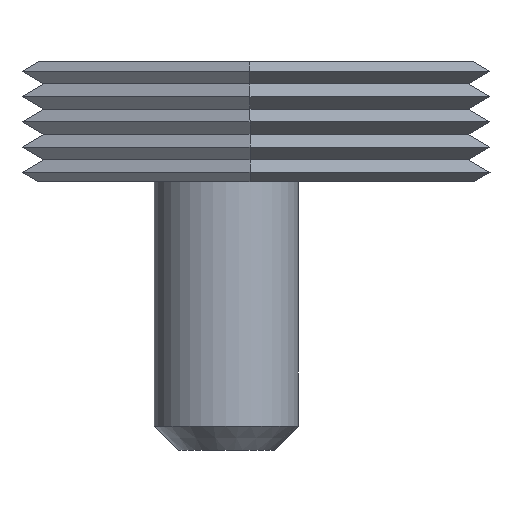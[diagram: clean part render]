
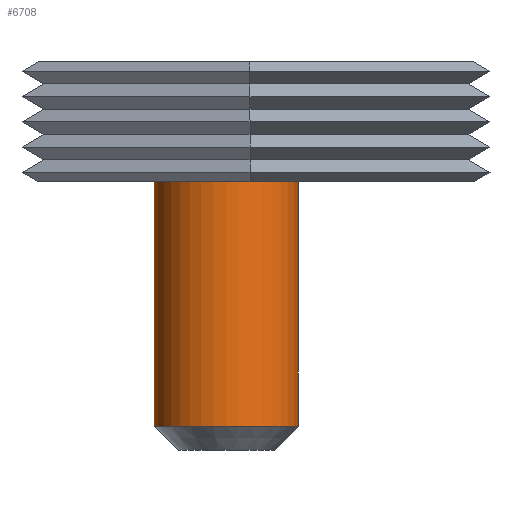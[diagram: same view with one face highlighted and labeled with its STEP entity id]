
A CAD part, front view. The second image highlights one B-rep face of the part: STEP entity #6708.
In plain terms, the highlighted cylindrical face has radius 6 mm (diameter 12 mm), a partial arc.
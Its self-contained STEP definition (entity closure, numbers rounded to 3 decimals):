
#37 = CARTESIAN_POINT ( 'NONE',  ( 6., 0., -25. ) ) ;
#77 = DIRECTION ( 'NONE',  ( 0., 0., 1. ) ) ;
#252 = EDGE_CURVE ( 'NONE', #675, #7992, #3721, .T. ) ;
#265 = ORIENTED_EDGE ( 'NONE', *, *, #7670, .T. ) ;
#300 = AXIS2_PLACEMENT_3D ( 'NONE', #3458, #77, #2066 ) ;
#675 = VERTEX_POINT ( 'NONE', #3299 ) ;
#1475 = DIRECTION ( 'NONE',  ( -1., 0., 0. ) ) ;
#1533 = ORIENTED_EDGE ( 'NONE', *, *, #252, .T. ) ;
#2026 = FACE_OUTER_BOUND ( 'NONE', #6500, .T. ) ;
#2066 = DIRECTION ( 'NONE',  ( 1., 0., 0. ) ) ;
#2157 = CIRCLE ( 'NONE', #2882, 6. ) ;
#2202 = DIRECTION ( 'NONE',  ( 0., 0., 1. ) ) ;
#2463 = CARTESIAN_POINT ( 'NONE',  ( 0., 0., 0. ) ) ;
#2735 = CARTESIAN_POINT ( 'NONE',  ( -6., 0., 0. ) ) ;
#2882 = AXIS2_PLACEMENT_3D ( 'NONE', #8181, #2202, #1475 ) ;
#3299 = CARTESIAN_POINT ( 'NONE',  ( 6., 0., 0. ) ) ;
#3448 = ORIENTED_EDGE ( 'NONE', *, *, #8032, .T. ) ;
#3458 = CARTESIAN_POINT ( 'NONE',  ( 0., 0., -25. ) ) ;
#3567 = VERTEX_POINT ( 'NONE', #7007 ) ;
#3681 = DIRECTION ( 'NONE',  ( 1., 0., 0. ) ) ;
#3721 = CIRCLE ( 'NONE', #8322, 6. ) ;
#4187 = CYLINDRICAL_SURFACE ( 'NONE', #300, 6. ) ;
#4400 = DIRECTION ( 'NONE',  ( 0., 0., 1. ) ) ;
#4431 = LINE ( 'NONE', #6480, #6036 ) ;
#4954 = LINE ( 'NONE', #37, #5035 ) ;
#5035 = VECTOR ( 'NONE', #7605, 1000. ) ;
#5685 = ORIENTED_EDGE ( 'NONE', *, *, #5969, .F. ) ;
#5888 = DIRECTION ( 'NONE',  ( 0., 0., -1. ) ) ;
#5969 = EDGE_CURVE ( 'NONE', #3567, #7992, #4431, .T. ) ;
#6036 = VECTOR ( 'NONE', #4400, 1000. ) ;
#6480 = CARTESIAN_POINT ( 'NONE',  ( -6., 0., -25. ) ) ;
#6500 = EDGE_LOOP ( 'NONE', ( #5685, #3448, #265, #1533 ) ) ;
#6708 = ADVANCED_FACE ( 'NONE', ( #2026 ), #4187, .T. ) ;
#7007 = CARTESIAN_POINT ( 'NONE',  ( -6., 0., -23. ) ) ;
#7605 = DIRECTION ( 'NONE',  ( 0., 0., 1. ) ) ;
#7670 = EDGE_CURVE ( 'NONE', #8367, #675, #4954, .T. ) ;
#7948 = CARTESIAN_POINT ( 'NONE',  ( 6., 0., -23. ) ) ;
#7992 = VERTEX_POINT ( 'NONE', #2735 ) ;
#8032 = EDGE_CURVE ( 'NONE', #3567, #8367, #2157, .T. ) ;
#8181 = CARTESIAN_POINT ( 'NONE',  ( 0., 0., -23. ) ) ;
#8322 = AXIS2_PLACEMENT_3D ( 'NONE', #2463, #5888, #3681 ) ;
#8367 = VERTEX_POINT ( 'NONE', #7948 ) ;
